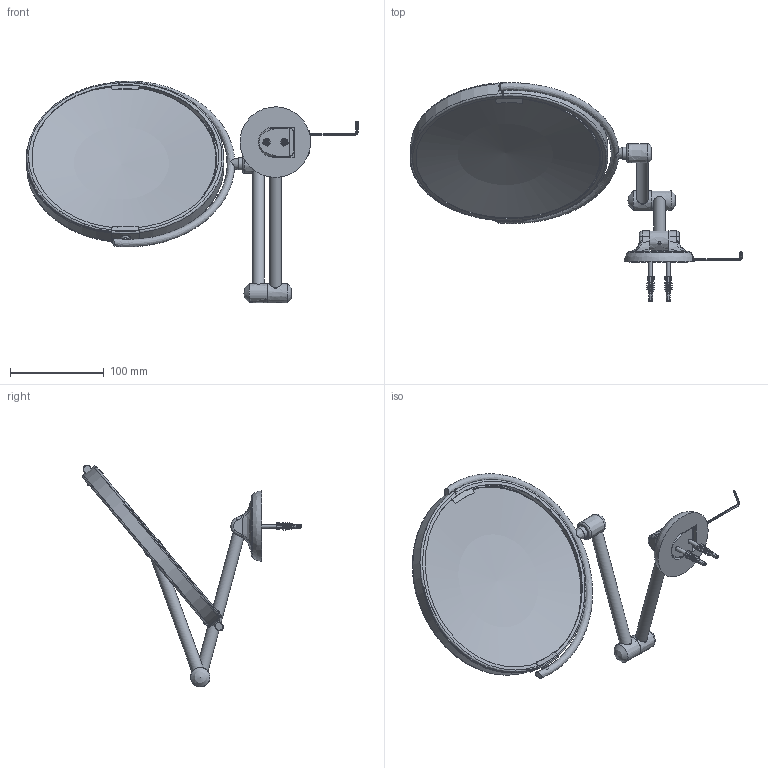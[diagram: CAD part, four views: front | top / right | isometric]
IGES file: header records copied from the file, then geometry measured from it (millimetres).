
Global section: file name: L115; native system: Autodesk Inventor 2018; preprocessor: unknown; author: sbajwa; date: 20190705.121625; units: millimetre
Bounding box: 353.27 x 232.81 x 236.06 mm (x, y, z)
Volume: 262175.7 mm3; surface area: 236059.2 mm2
Topology: 26 solids, 26 shells, 822 faces, 2341 edges, 1575 vertices
Faces by surface type: bspline 822
